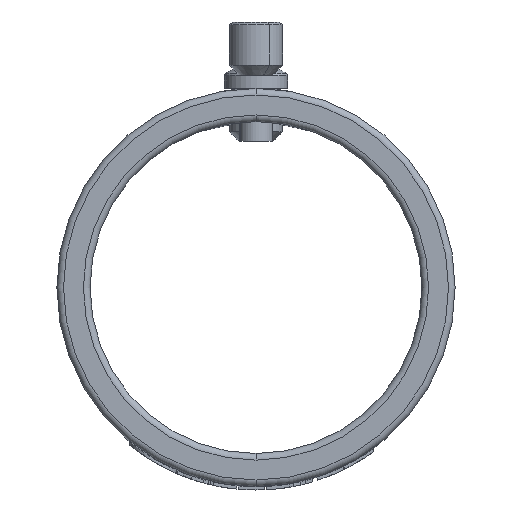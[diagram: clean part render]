
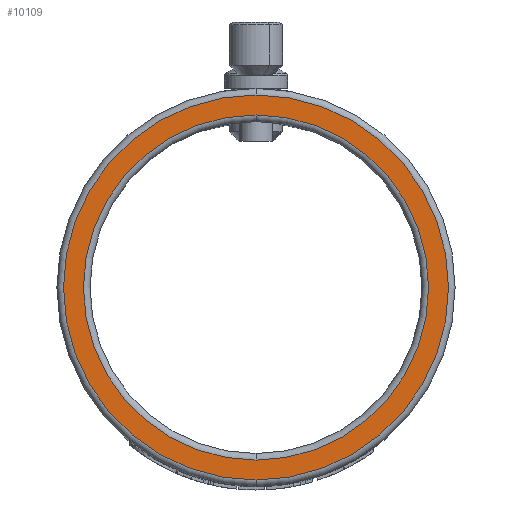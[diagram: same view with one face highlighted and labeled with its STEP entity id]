
A CAD part, front view. The second image highlights one B-rep face of the part: STEP entity #10109.
In plain terms, the highlighted planar face has unit normal (0, -1, 0).
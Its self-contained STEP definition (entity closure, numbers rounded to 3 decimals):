
#45 = ORIENTED_EDGE ( 'NONE', *, *, #6034, .T. ) ;
#346 = DIRECTION ( 'NONE',  ( 0., 0., 1. ) ) ;
#536 = EDGE_CURVE ( 'NONE', #3696, #6515, #6322, .T. ) ;
#961 = CIRCLE ( 'NONE', #2732, 26. ) ;
#2347 = CARTESIAN_POINT ( 'NONE',  ( 0., -51., 0. ) ) ;
#2362 = EDGE_CURVE ( 'NONE', #6515, #3696, #8716, .T. ) ;
#2732 = AXIS2_PLACEMENT_3D ( 'NONE', #2347, #7816, #3117 ) ;
#3117 = DIRECTION ( 'NONE',  ( 0., 0., 1. ) ) ;
#3177 = CARTESIAN_POINT ( 'NONE',  ( 0., -51., 0. ) ) ;
#3658 = FACE_OUTER_BOUND ( 'NONE', #7664, .T. ) ;
#3696 = VERTEX_POINT ( 'NONE', #4635 ) ;
#3750 = CARTESIAN_POINT ( 'NONE',  ( 0., -51., 0. ) ) ;
#3804 = AXIS2_PLACEMENT_3D ( 'NONE', #9740, #5065, #346 ) ;
#4538 = DIRECTION ( 'NONE',  ( 0., 0., 1. ) ) ;
#4635 = CARTESIAN_POINT ( 'NONE',  ( 0., -51., -29. ) ) ;
#4799 = DIRECTION ( 'NONE',  ( 0., 0., 1. ) ) ;
#5065 = DIRECTION ( 'NONE',  ( 0., -1., 0. ) ) ;
#5066 = AXIS2_PLACEMENT_3D ( 'NONE', #3177, #9472, #4799 ) ;
#5407 = CIRCLE ( 'NONE', #8555, 26. ) ;
#5607 = VERTEX_POINT ( 'NONE', #8128 ) ;
#5759 = CARTESIAN_POINT ( 'NONE',  ( 0., -51., -26. ) ) ;
#6028 = AXIS2_PLACEMENT_3D ( 'NONE', #7158, #7262, #6446 ) ;
#6034 = EDGE_CURVE ( 'NONE', #7755, #5607, #961, .T. ) ;
#6322 = CIRCLE ( 'NONE', #6028, 29. ) ;
#6331 = ORIENTED_EDGE ( 'NONE', *, *, #536, .T. ) ;
#6446 = DIRECTION ( 'NONE',  ( 0., 0., 1. ) ) ;
#6515 = VERTEX_POINT ( 'NONE', #7848 ) ;
#7158 = CARTESIAN_POINT ( 'NONE',  ( 0., -51., 0. ) ) ;
#7222 = ORIENTED_EDGE ( 'NONE', *, *, #7857, .T. ) ;
#7262 = DIRECTION ( 'NONE',  ( 0., -1., 0. ) ) ;
#7664 = EDGE_LOOP ( 'NONE', ( #10156, #6331 ) ) ;
#7755 = VERTEX_POINT ( 'NONE', #5759 ) ;
#7816 = DIRECTION ( 'NONE',  ( 0., 1., 0. ) ) ;
#7848 = CARTESIAN_POINT ( 'NONE',  ( 0., -51., 29. ) ) ;
#7857 = EDGE_CURVE ( 'NONE', #5607, #7755, #5407, .T. ) ;
#8128 = CARTESIAN_POINT ( 'NONE',  ( 0., -51., 26. ) ) ;
#8153 = EDGE_LOOP ( 'NONE', ( #7222, #45 ) ) ;
#8555 = AXIS2_PLACEMENT_3D ( 'NONE', #3750, #9219, #4538 ) ;
#8697 = PLANE ( 'NONE',  #5066 ) ;
#8716 = CIRCLE ( 'NONE', #3804, 29. ) ;
#9219 = DIRECTION ( 'NONE',  ( 0., 1., 0. ) ) ;
#9472 = DIRECTION ( 'NONE',  ( 0., 1., 0. ) ) ;
#9740 = CARTESIAN_POINT ( 'NONE',  ( 0., -51., 0. ) ) ;
#10109 = ADVANCED_FACE ( 'NONE', ( #3658, #10131 ), #8697, .F. ) ;
#10131 = FACE_BOUND ( 'NONE', #8153, .T. ) ;
#10156 = ORIENTED_EDGE ( 'NONE', *, *, #2362, .T. ) ;
